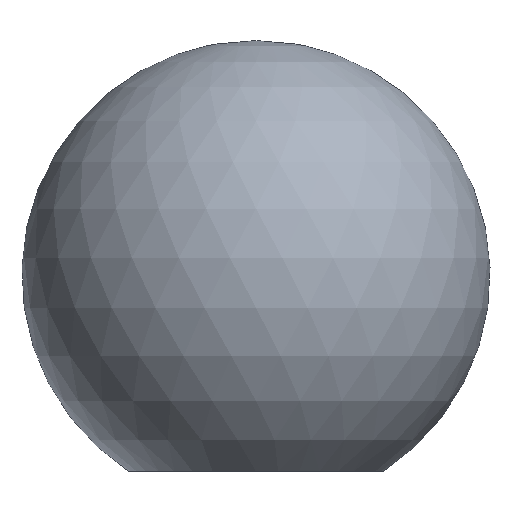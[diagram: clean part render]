
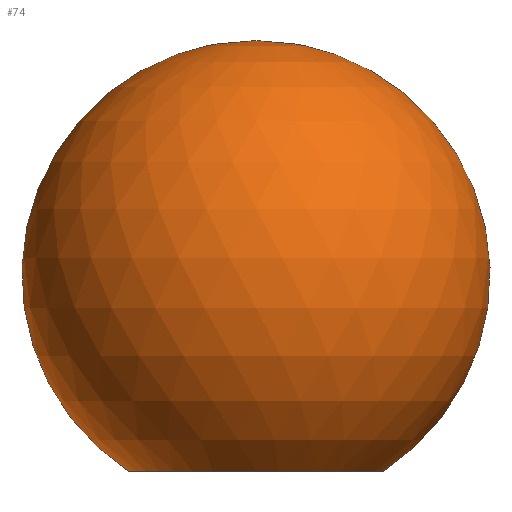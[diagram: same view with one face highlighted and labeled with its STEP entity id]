
A CAD part, front view. The second image highlights one B-rep face of the part: STEP entity #74.
In plain terms, the highlighted spherical face has radius 25 mm.
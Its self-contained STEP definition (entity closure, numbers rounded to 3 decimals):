
#74=ADVANCED_FACE('',(#163),#164,.T.);
#78=EDGE_CURVE('',#90,#114,#168,.T.);
#90=VERTEX_POINT('',#183);
#94=EDGE_CURVE('',#90,#122,#187,.T.);
#110=EDGE_CURVE('',#122,#114,#205,.T.);
#114=VERTEX_POINT('',#209);
#122=VERTEX_POINT('',#219);
#163=FACE_OUTER_BOUND('',#257,.T.);
#164=SPHERICAL_SURFACE('',#258,25.0);
#168=CIRCLE('',#264,13.565);
#183=CARTESIAN_POINT('',(13.565,0.,0.));
#187=CIRCLE('',#286,25.0);
#205=CIRCLE('',#307,25.0);
#209=CARTESIAN_POINT('',(-13.565,0.,0.));
#219=CARTESIAN_POINT('',(0.,0.,46.0));
#257=EDGE_LOOP('',(#355,#356,#357));
#258=AXIS2_PLACEMENT_3D('',#358,#359,#360);
#264=AXIS2_PLACEMENT_3D('',#364,#365,#366);
#286=AXIS2_PLACEMENT_3D('',#387,#388,#389);
#307=AXIS2_PLACEMENT_3D('',#406,#407,#408);
#355=ORIENTED_EDGE('',*,*,#110,.T.);
#356=ORIENTED_EDGE('',*,*,#78,.F.);
#357=ORIENTED_EDGE('',*,*,#94,.T.);
#358=CARTESIAN_POINT('',(0.,0.,21.0));
#359=DIRECTION('',(0.0,0.0,-1.0));
#360=DIRECTION('',(-1.0,0.0,0.0));
#364=CARTESIAN_POINT('',(0.,0.,0.));
#365=DIRECTION('',(0.0,0.0,-1.0));
#366=DIRECTION('',(1.0,0.,0.0));
#387=CARTESIAN_POINT('',(0.,0.,21.0));
#388=DIRECTION('',(0.,-1.0,0.0));
#389=DIRECTION('',(0.0,0.0,1.0));
#406=CARTESIAN_POINT('',(0.,0.,21.0));
#407=DIRECTION('',(0.,-1.0,0.0));
#408=DIRECTION('',(0.0,0.0,1.0));
